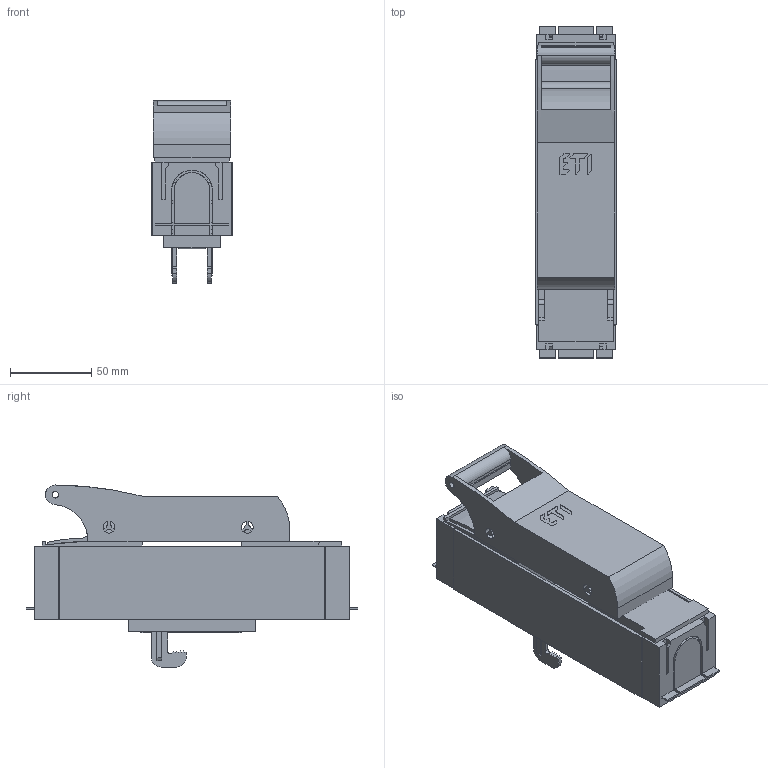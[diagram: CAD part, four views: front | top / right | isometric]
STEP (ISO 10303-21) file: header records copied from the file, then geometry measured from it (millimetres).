
FILE_DESCRIPTION((''),'2;1');
FILE_NAME('KVL-B-00_1P_M8_ASM','2021-04-16T',('marketing.praksa'),('Audax d.o.o.'),'CREO PARAMETRIC BY PTC INC, 2017480','CREO PARAMETRIC BY PTC INC, 2017480','');
FILE_SCHEMA(('AUTOMOTIVE_DESIGN { 1 0 10303 214 1 1 1 1 }'));
Length unit declared in the file: millimetre
Products named in the file (12): 59372_NICHT_BENUTZEN_KLEMMBUEGE; 34175_L_ABDECKUNG_OBEN_GR00-1-P; 67426_SELBSTFORMENDE_SCHRAUBE_1; PRT0128; 34176_L_ABDECKUNG_UNTEN_GR00_1-; 65716_SECHSKANTSCHRAUBE_MIT_RIN; 153126_L01_FEDERKONTAKT_GR00_1_; 158140_VERBINDUNGSWINKEL_1_1; 34174_01_L_GEHAEUSE_GR00_SSS_EI; 66002_GEWINDESTIFT_DIN_915_M8X1; WL-BASE; KVL-B-00_1P_M8_ASM
Assembly tree (12 placements, depth 2):
  KVL-B-00_1P_M8_ASM
    59372_NICHT_BENUTZEN_KLEMMBUEGE
    34175_L_ABDECKUNG_OBEN_GR00-1-P
    67426_SELBSTFORMENDE_SCHRAUBE_1
    PRT0128
    34176_L_ABDECKUNG_UNTEN_GR00_1-
    65716_SECHSKANTSCHRAUBE_MIT_RIN
    153126_L01_FEDERKONTAKT_GR00_1_  x2
    158140_VERBINDUNGSWINKEL_1_1
    34174_01_L_GEHAEUSE_GR00_SSS_EI
    66002_GEWINDESTIFT_DIN_915_M8X1
    WL-BASE
Bounding box: 50 x 204 x 111.85 mm (x, y, z)
Volume: 368303.7 mm3; surface area: 137820.8 mm2
Topology: 14 solids, 14 shells, 1145 faces, 3266 edges, 2175 vertices
Faces by surface type: plane 906, cylinder 214, cone 23, torus 2
Entity records: 53999 total; most frequent: CARTESIAN_POINT 6561, ORIENTED_EDGE 6300, DIRECTION 5881, PRESENTATION_STYLE_ASSIGNMENT 4266, STYLED_ITEM 4266, CURVE_STYLE 3150, EDGE_CURVE 3150, VECTOR 2621
